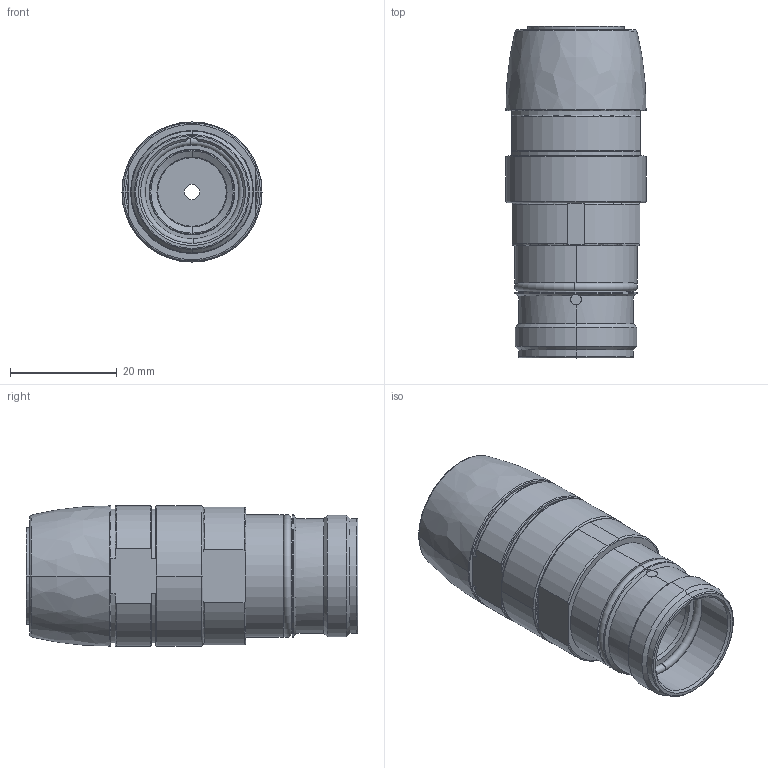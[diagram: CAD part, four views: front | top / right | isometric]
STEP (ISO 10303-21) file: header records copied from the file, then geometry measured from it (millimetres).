
FILE_DESCRIPTION((''),'2;1');
FILE_NAME('19-1','2017-08-05T',('ch.chen'),(''),'PRO/ENGINEER BY PARAMETRIC TECHNOLOGY CORPORATION, 2012480','PRO/ENGINEER BY PARAMETRIC TECHNOLOGY CORPORATION, 2012480','');
FILE_SCHEMA(('AUTOMOTIVE_DESIGN { 1 0 10303 214 1 1 1 1 }'));
Length unit declared in the file: millimetre
Products named in the file (1): 19-1
Bounding box: 26.2 x 62.05 x 26.2 mm (x, y, z)
Volume: 17182.5 mm3; surface area: 17797.9 mm2
Topology: 1 solids, 2 shells, 356 faces, 885 edges, 550 vertices
Faces by surface type: cylinder 126, plane 101, torus 76, cone 51, bspline 2
Entity records: 12268 total; most frequent: CARTESIAN_POINT 3476, DIRECTION 1928, ORIENTED_EDGE 1770, EDGE_CURVE 885, AXIS2_PLACEMENT_3D 809, VERTEX_POINT 550, CIRCLE 455, EDGE_LOOP 385
